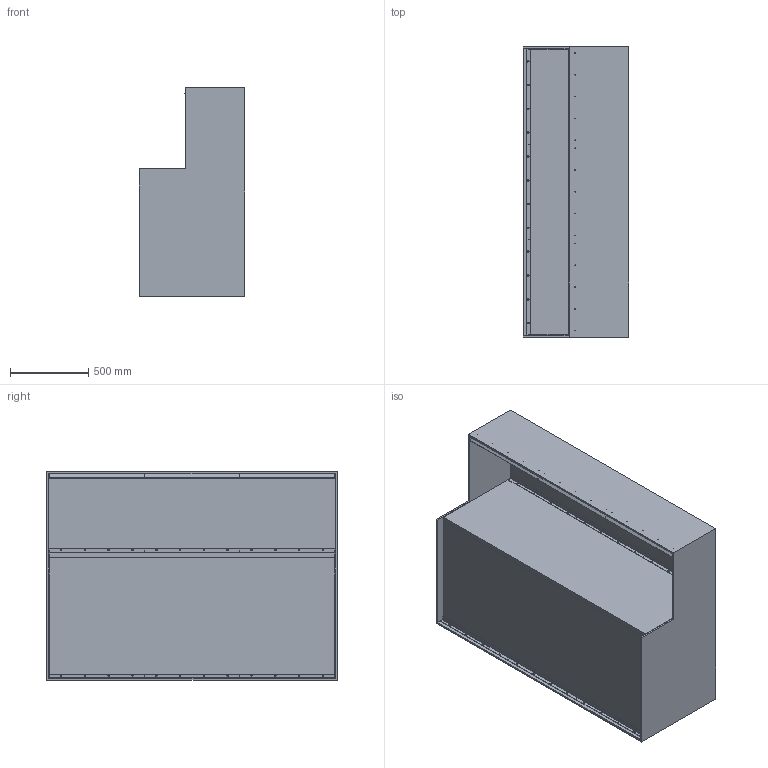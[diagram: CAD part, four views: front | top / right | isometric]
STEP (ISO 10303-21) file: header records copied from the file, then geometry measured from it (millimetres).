
FILE_DESCRIPTION (( 'STEP AP214' ), '1' );
FILE_NAME ('WCP-1158.STEP', '2023-07-18T22:05:53', ( '' ), ( '' ), 'SwSTEP 2.0', 'SolidWorks 2022', '' );
FILE_SCHEMA (( 'AUTOMOTIVE_DESIGN' ));
Length unit declared in the file: inch
Products named in the file (7): Screws for Particleboard and Fiberboard; Toolbox; light shield; Toolbox case; Toolbox top; WCP-1158; main trim
Assembly tree (75 placements, depth 2):
  WCP-1158
    Screws for Particleboard and Fiberboard  x63
    light shield  x3
    Toolbox top
    Toolbox case
    main trim  x6
    Toolbox
Bounding box: 673.1 x 1860.55 x 1336.67 mm (x, y, z)
Volume: 975584515.2 mm3; surface area: 20799465.9 mm2
Topology: 12 solids, 75 shells, 3959 faces, 10671 edges, 6673 vertices
Faces by surface type: plane 1484, cylinder 963, cone 882, bspline 315, torus 252, sphere 63
Entity records: 7042 total; most frequent: CARTESIAN_POINT 2079, DIRECTION 811, ORIENTED_EDGE 675, EDGE_CURVE 339, AXIS2_PLACEMENT_3D 313, VERTEX_POINT 221, LINE 185, VECTOR 185
